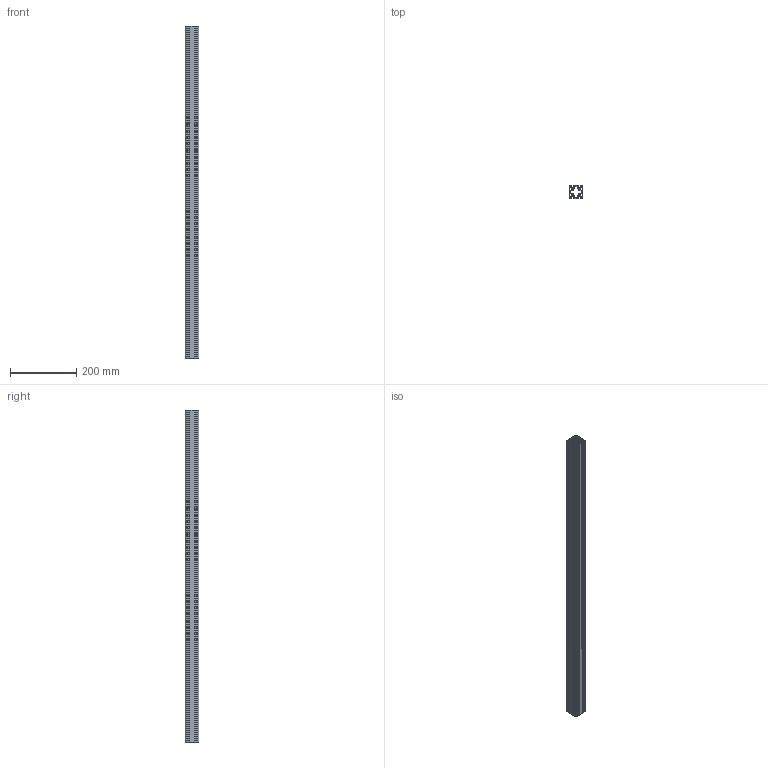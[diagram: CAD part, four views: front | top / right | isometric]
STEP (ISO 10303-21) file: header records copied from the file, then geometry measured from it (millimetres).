
FILE_DESCRIPTION((''),'2;1');
FILE_NAME('P40x40_N5_I.stp','2012-12-06T15:55:30',('Schwarz'),(''),'Autodesk Inventor 2009','Autodesk Inventor 2009','');
FILE_SCHEMA(('AUTOMOTIVE_DESIGN { 1 0 10303 214 1 1 1 1 }'));
Length unit declared in the file: millimetre
Products named in the file (1): P40x40_N5_I
Bounding box: 40 x 40 x 1000 mm (x, y, z)
Volume: 509982.5 mm3; surface area: 481452.9 mm2
Topology: 1 solids, 1 shells, 174 faces, 516 edges, 344 vertices
Faces by surface type: plane 90, cylinder 84
Full cylindrical faces by diameter (mm): 4.3 x4
Entity records: 5894 total; most frequent: CARTESIAN_POINT 1031, DIRECTION 1030, ORIENTED_EDGE 1024, EDGE_CURVE 512, VERTEX_POINT 344, VECTOR 344, LINE 344, AXIS2_PLACEMENT_3D 343
